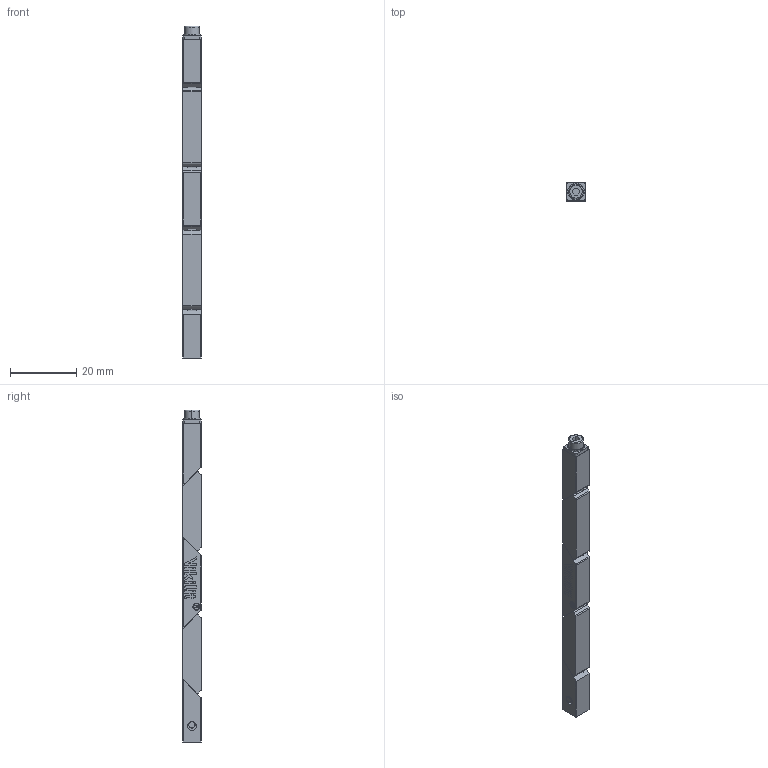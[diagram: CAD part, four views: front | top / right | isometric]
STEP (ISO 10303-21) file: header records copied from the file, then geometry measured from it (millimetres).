
FILE_DESCRIPTION((''),'2;1');
FILE_NAME('V572LP-B-D-X-099-M20-X_ACIK_V2_ASM','2023-12-22T10:19:23',('sercan.yilmaz'),(''),'CREO PARAMETRIC BY PTC INC, 2022164','CREO PARAMETRIC BY PTC INC, 2022164','');
FILE_SCHEMA(('AP242_MANAGED_MODEL_BASED_3D_ENGINEERING_MIM_LF { 1 0 10303 442 1 1 4 }'));
Length unit declared in the file: millimetre
Products named in the file (10): W4-M-V572LP; SM20-099D-V572LP; W2-099-V572LP_REV2; SPIRAL_PIN_2X6; W3-S-V572LP; W1-M-V572LP; KARE_5-5X5-5X1MM_PUL; MLX-0801-5223; HEX_SKT_SCR-DIN_912_M2-5X16; V572LP-B-D-X-099-M20-X_ACIK_V2_ASM
Assembly tree (10 placements, depth 2):
  V572LP-B-D-X-099-M20-X_ACIK_V2_ASM
    W4-M-V572LP
    SM20-099D-V572LP
    W2-099-V572LP_REV2  x2
    SPIRAL_PIN_2X6
    W3-S-V572LP
    W1-M-V572LP
    KARE_5-5X5-5X1MM_PUL
    MLX-0801-5223
    HEX_SKT_SCR-DIN_912_M2-5X16
Bounding box: 6 x 5.72 x 100.52 mm (x, y, z)
Surface area: 4821.9 mm2
Topology: 10 solids, 26 shells, 173 faces, 494 edges, 355 vertices
Faces by surface type: plane 87, cylinder 66, cone 18, torus 2
Entity records: 7859 total; most frequent: CARTESIAN_POINT 1159, DIRECTION 886, ORIENTED_EDGE 762, PRESENTATION_STYLE_ASSIGNMENT 515, STYLED_ITEM 503, EDGE_CURVE 438, CURVE_STYLE 392, VERTEX_POINT 319
